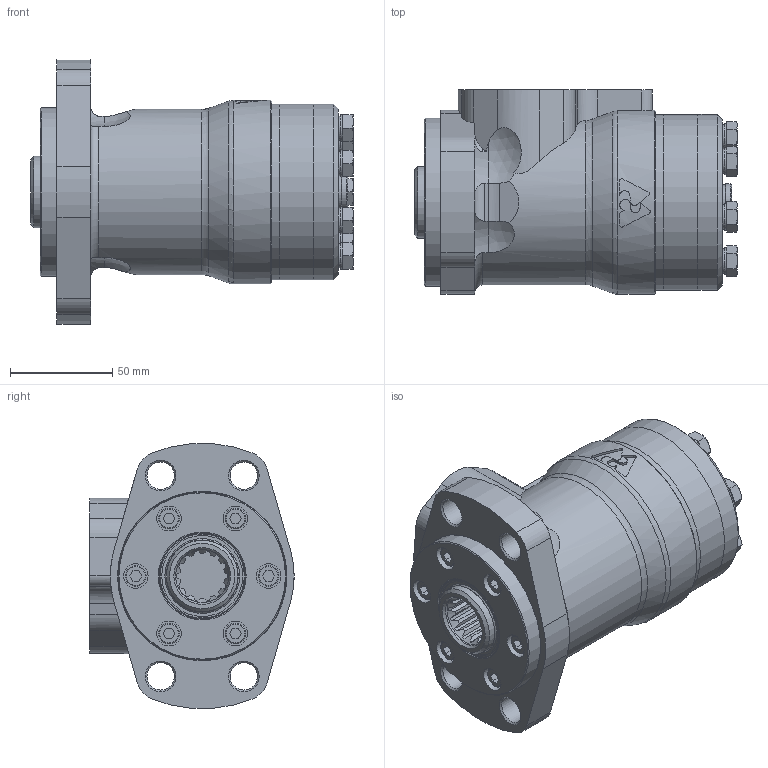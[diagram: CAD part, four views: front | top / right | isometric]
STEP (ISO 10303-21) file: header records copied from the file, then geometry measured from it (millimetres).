
FILE_DESCRIPTION( ( 'STEP AP214' ), '1' );
FILE_NAME( 'MPF125SBP.stp', '2019-11-22T11:40:54', ( '' ), ( '' ), ' ', 'PARTsolutions', ' ' );
FILE_SCHEMA( ( 'AUTOMOTIVE_DESIGN { 1 0 10303 214 1 1 1 1 }' ) );
Length unit declared in the file: millimetre
Products named in the file (7): MPF125SBP; _MPFSBBO; _MPSBFSH; _MPBMF; _MPVP; _MP125D; _MP
Assembly tree (6 placements, depth 2):
  MPF125SBP
    _MPFSBBO
    _MPSBFSH
    _MPBMF
    _MPVP
    _MP125D
    _MP
Bounding box: 157.97 x 100 x 129.6 mm (x, y, z)
Volume: 917474.2 mm3; surface area: 132894.7 mm2
Topology: 6 solids, 6 shells, 453 faces, 1077 edges, 678 vertices
Faces by surface type: plane 210, cylinder 150, cone 75, torus 14, sphere 4
Full cylindrical faces by diameter (mm): 2 x2, 6.647 x4, 7 x1, 10 x6, 11.9 x7, 12 x6, 13 x7, 13.35 x4, 17 x1, 18 x1, 18.631 x2, 25.4 x1, 26 x1, 35 x2, 35.7 x1, 39.6 x1, 42 x1, 82.3 x1, 82.5 x1, 82.55 x1, 86 x3, 90 x1
Entity records: 17156 total; most frequent: CARTESIAN_POINT 3563, DIRECTION 2034, ORIENTED_EDGE 1908, EDGE_CURVE 954, AXIS2_PLACEMENT_3D 816, VERTEX_POINT 659, EDGE_LOOP 601, FACE_OUTER_BOUND 517
